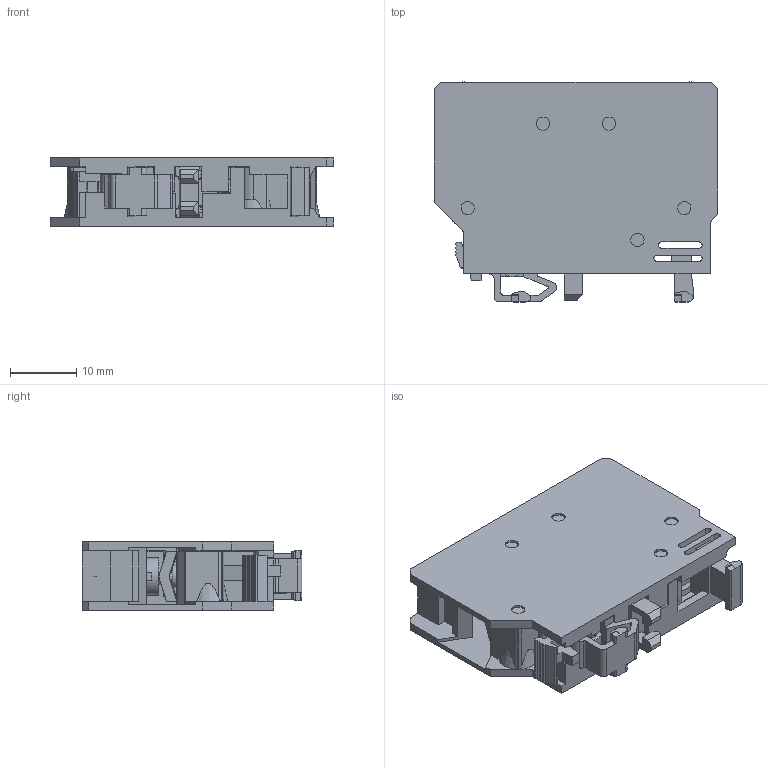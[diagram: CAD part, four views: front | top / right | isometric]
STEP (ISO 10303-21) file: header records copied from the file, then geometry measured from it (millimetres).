
FILE_DESCRIPTION((''),'2;1');
FILE_NAME('12C90082H02 - 300-SFA01.stp','2015-05-26T10:42:17',('rshanor'),(''),'Autodesk Inventor 2013','Autodesk Inventor 2013','');
FILE_SCHEMA(('AUTOMOTIVE_DESIGN { 1 2 10303 214 0 1 1 1 }'));
Length unit declared in the file: inch
Products named in the file (1): 12C90082H02
Bounding box: 43 x 33.31 x 10.35 mm (x, y, z)
Volume: 6301.5 mm3; surface area: 12346.9 mm2
Topology: 2 solids, 5 shells, 1378 faces, 3901 edges, 2565 vertices
Faces by surface type: plane 1062, cylinder 204, cone 59, bspline 49, torus 2, sphere 2
Full cylindrical faces by diameter (mm): 0.7 x1, 1.5 x2, 1.6 x1, 1.75 x1, 1.9 x1, 2 x12, 2.2 x2, 2.4 x2, 2.55 x4, 3.4 x4, 3.6 x5, 3.7 x5, 4.1 x5, 4.2 x2, 5.75 x2, 6.5 x2, 7.4 x2
Entity records: 48055 total; most frequent: CARTESIAN_POINT 11268, ORIENTED_EDGE 7654, DIRECTION 6741, EDGE_CURVE 3827, VECTOR 3051, LINE 3051, VERTEX_POINT 2538, AXIS2_PLACEMENT_3D 1845
